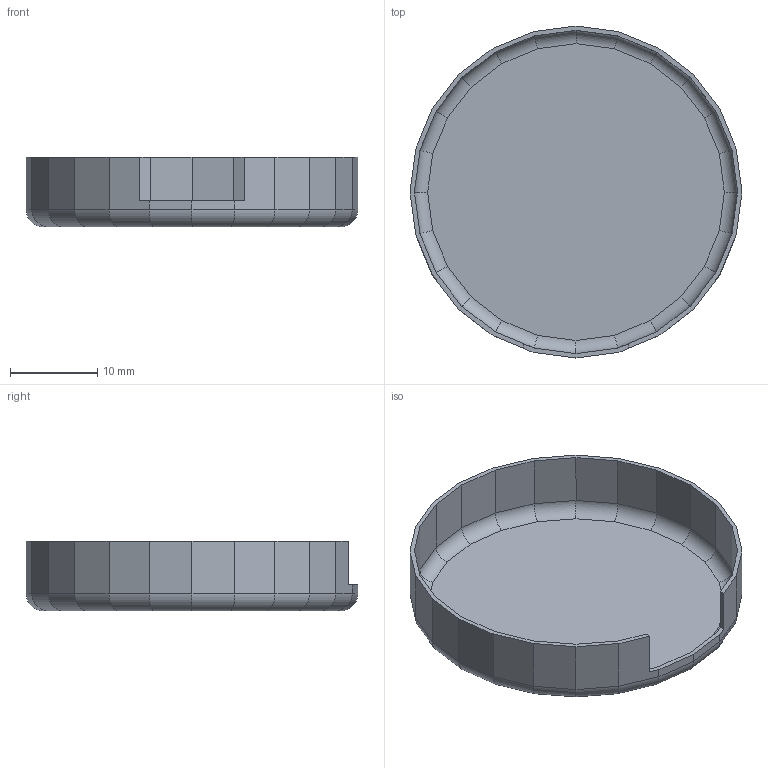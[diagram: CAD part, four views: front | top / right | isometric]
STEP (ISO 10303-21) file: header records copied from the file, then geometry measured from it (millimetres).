
FILE_DESCRIPTION(/* description */ (''),/* implementation_level */ '2;1');
FILE_NAME(/* name */ 'HEX_Cover_2 v2.step',/* time_stamp */ '2024-07-06T08:35:19+09:00',/* author */ (''),/* organization */ (''),/* preprocessor_version */ 'ST-DEVELOPER v20',/* originating_system */ 'Autodesk Translation Framework v13.14.0.145',/* authorisation */ '');
FILE_SCHEMA (('AUTOMOTIVE_DESIGN { 1 0 10303 214 3 1 1 }'));
Length unit declared in the file: millimetre
Products named in the file (1): HEX_Cover_2
Bounding box: 38 x 38 x 8 mm (x, y, z)
Volume: 925.6 mm3; surface area: 3766.9 mm2
Topology: 1 solids, 1 shells, 102 faces, 252 edges, 152 vertices
Faces by surface type: plane 54, cylinder 48
Entity records: 2973 total; most frequent: CARTESIAN_POINT 507, DIRECTION 506, ORIENTED_EDGE 504, EDGE_CURVE 252, LINE 204, VECTOR 204, VERTEX_POINT 152, AXIS2_PLACEMENT_3D 151
